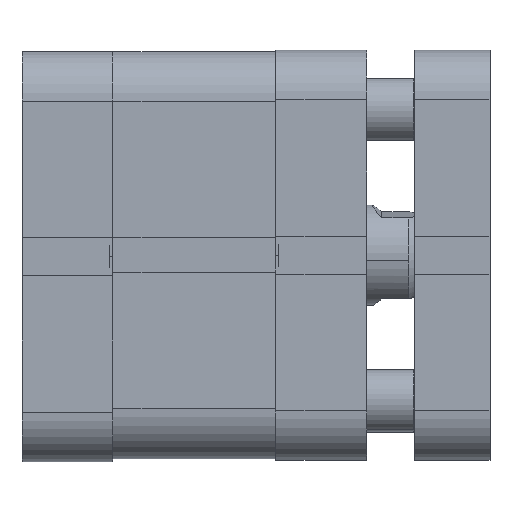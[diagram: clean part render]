
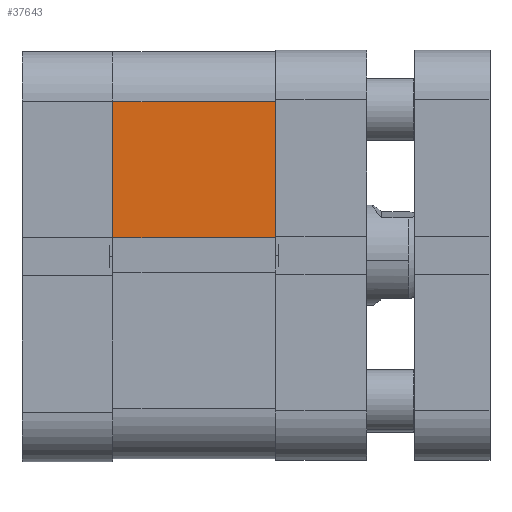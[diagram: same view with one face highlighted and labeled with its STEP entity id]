
A CAD part, front view. The second image highlights one B-rep face of the part: STEP entity #37643.
In plain terms, the highlighted planar face has unit normal (0, -1, 0).
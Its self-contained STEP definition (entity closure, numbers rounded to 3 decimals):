
#3309 = VERTEX_POINT ( 'NONE', #6613 ) ;
#5149 = VERTEX_POINT ( 'NONE', #26438 ) ;
#5721 = FACE_OUTER_BOUND ( 'NONE', #9022, .T. ) ;
#6613 = CARTESIAN_POINT ( 'NONE',  ( 26., -32.5, 2.8 ) ) ;
#6754 = EDGE_CURVE ( 'NONE', #12430, #3309, #29585, .T. ) ;
#9022 = EDGE_LOOP ( 'NONE', ( #12712, #9298, #32752, #14860 ) ) ;
#9298 = ORIENTED_EDGE ( 'NONE', *, *, #34076, .F. ) ;
#11563 = LINE ( 'NONE', #32028, #26109 ) ;
#11680 = EDGE_CURVE ( 'NONE', #12430, #27313, #11563, .T. ) ;
#12430 = VERTEX_POINT ( 'NONE', #26638 ) ;
#12712 = ORIENTED_EDGE ( 'NONE', *, *, #33829, .T. ) ;
#14620 = AXIS2_PLACEMENT_3D ( 'NONE', #37516, #34849, #28712 ) ;
#14680 = DIRECTION ( 'NONE',  ( 0., 0., -1. ) ) ;
#14860 = ORIENTED_EDGE ( 'NONE', *, *, #11680, .T. ) ;
#16798 = LINE ( 'NONE', #37490, #37035 ) ;
#18747 = CARTESIAN_POINT ( 'NONE',  ( 0., -32.5, 24.5 ) ) ;
#19305 = VECTOR ( 'NONE', #14680, 1000. ) ;
#22270 = DIRECTION ( 'NONE',  ( 0., 0., -1. ) ) ;
#22947 = VECTOR ( 'NONE', #22270, 1000. ) ;
#26109 = VECTOR ( 'NONE', #34354, 1000. ) ;
#26438 = CARTESIAN_POINT ( 'NONE',  ( 0., -32.5, 2.8 ) ) ;
#26638 = CARTESIAN_POINT ( 'NONE',  ( 26., -32.5, 24.5 ) ) ;
#27313 = VERTEX_POINT ( 'NONE', #18747 ) ;
#28712 = DIRECTION ( 'NONE',  ( 0., 0., 1. ) ) ;
#29585 = LINE ( 'NONE', #29987, #19305 ) ;
#29987 = CARTESIAN_POINT ( 'NONE',  ( 26., -32.5, -32.5 ) ) ;
#31396 = PLANE ( 'NONE',  #14620 ) ;
#32028 = CARTESIAN_POINT ( 'NONE',  ( 26., -32.5, 24.5 ) ) ;
#32752 = ORIENTED_EDGE ( 'NONE', *, *, #6754, .F. ) ;
#33829 = EDGE_CURVE ( 'NONE', #27313, #5149, #36837, .T. ) ;
#34057 = DIRECTION ( 'NONE',  ( -1., 0., 0. ) ) ;
#34076 = EDGE_CURVE ( 'NONE', #3309, #5149, #16798, .T. ) ;
#34334 = CARTESIAN_POINT ( 'NONE',  ( 0., -32.5, -32.5 ) ) ;
#34354 = DIRECTION ( 'NONE',  ( -1., 0., 0. ) ) ;
#34849 = DIRECTION ( 'NONE',  ( 0., 1., 0. ) ) ;
#36837 = LINE ( 'NONE', #34334, #22947 ) ;
#37035 = VECTOR ( 'NONE', #34057, 1000. ) ;
#37490 = CARTESIAN_POINT ( 'NONE',  ( 26.001, -32.5, 2.8 ) ) ;
#37516 = CARTESIAN_POINT ( 'NONE',  ( 26., -32.5, -32.5 ) ) ;
#37643 = ADVANCED_FACE ( 'NONE', ( #5721 ), #31396, .F. ) ;
